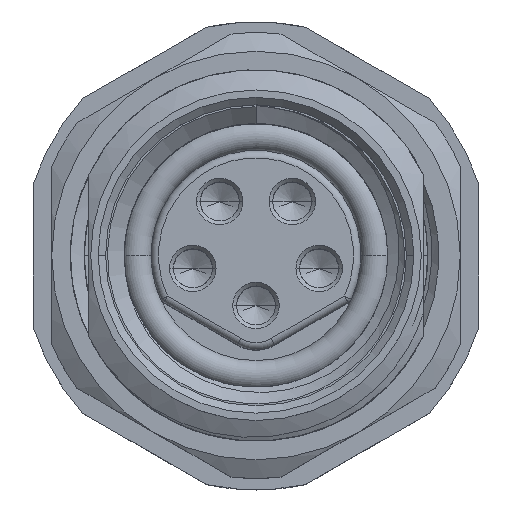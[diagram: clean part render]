
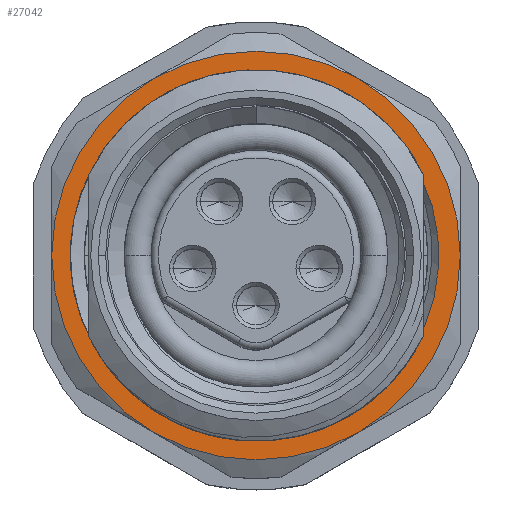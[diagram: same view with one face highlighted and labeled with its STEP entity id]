
A CAD part, top view. The second image highlights one B-rep face of the part: STEP entity #27042.
In plain terms, the highlighted planar face has unit normal (0, 0, 1).
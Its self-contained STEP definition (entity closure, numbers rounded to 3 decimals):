
#25814=CARTESIAN_POINT('',(0.777,-4.863,2.2));
#25815=CARTESIAN_POINT('',(0.581,-4.903,2.2));
#25816=CARTESIAN_POINT('',(0.186,-4.959,2.2));
#25817=CARTESIAN_POINT('',(-0.416,-4.97,2.2));
#25818=CARTESIAN_POINT('',(-0.815,-4.929,2.2));
#25819=CARTESIAN_POINT('',(-1.015,-4.896,2.2));
#25821=CARTESIAN_POINT('',(-4.763,1.521,2.2));
#25822=CARTESIAN_POINT('',(-4.693,1.711,2.2));
#25823=CARTESIAN_POINT('',(-4.533,2.079,2.2));
#25824=CARTESIAN_POINT('',(-4.227,2.598,2.2));
#25825=CARTESIAN_POINT('',(-3.986,2.914,2.2));
#25826=CARTESIAN_POINT('',(-3.855,3.065,2.2));
#25828=CARTESIAN_POINT('',(-1.015,-4.896,2.2));
#25829=CARTESIAN_POINT('',(-1.209,-4.856,2.2));
#25830=CARTESIAN_POINT('',(-1.588,-4.753,2.2));
#25831=CARTESIAN_POINT('',(-2.132,-4.535,2.2));
#25832=CARTESIAN_POINT('',(-2.638,-4.261,2.2));
#25833=CARTESIAN_POINT('',(-3.114,-3.927,2.2));
#25834=CARTESIAN_POINT('',(-3.564,-3.525,2.2));
#25835=CARTESIAN_POINT('',(-3.985,-3.044,2.2));
#25836=CARTESIAN_POINT('',(-4.356,-2.485,2.2));
#25837=CARTESIAN_POINT('',(-4.653,-1.873,2.2));
#25838=CARTESIAN_POINT('',(-4.862,-1.228,2.2));
#25839=CARTESIAN_POINT('',(-4.977,-0.594,2.2));
#25840=CARTESIAN_POINT('',(-5.01,-0.013,2.2));
#25841=CARTESIAN_POINT('',(-4.982,0.525,2.2));
#25842=CARTESIAN_POINT('',(-4.901,1.031,2.2));
#25843=CARTESIAN_POINT('',(-4.815,1.359,2.2));
#25844=CARTESIAN_POINT('',(-4.763,1.521,2.2));
#25846=CARTESIAN_POINT('',(0.,0.,2.2));
#25847=DIRECTION('',(0.,0.,1.));
#25848=DIRECTION('',(1.,0.,0.));
#25849=AXIS2_PLACEMENT_3D('',#25846,#25847,#25848);
#25851=CARTESIAN_POINT('',(0.,0.,2.2));
#25852=DIRECTION('',(0.,0.,1.));
#25853=DIRECTION('',(0.5,-0.866,0.));
#25854=AXIS2_PLACEMENT_3D('',#25851,#25852,#25853);
#25856=CARTESIAN_POINT('',(0.,0.,2.2));
#25857=DIRECTION('',(0.,0.,1.));
#25858=DIRECTION('',(-1.,0.,0.));
#25859=AXIS2_PLACEMENT_3D('',#25856,#25857,#25858);
#25861=CARTESIAN_POINT('',(0.,0.,2.2));
#25862=DIRECTION('',(0.,0.,1.));
#25863=DIRECTION('',(-0.5,0.866,0.));
#25864=AXIS2_PLACEMENT_3D('',#25861,#25862,#25863);
#26033=CARTESIAN_POINT('',(0.,0.,2.2));
#26034=DIRECTION('',(0.,0.,-1.));
#26035=DIRECTION('',(-0.783,0.622,0.));
#26036=AXIS2_PLACEMENT_3D('',#26033,#26034,#26035);
#26216=CARTESIAN_POINT('',(0.,0.,2.2));
#26217=DIRECTION('',(0.,0.,1.));
#26218=DIRECTION('',(0.5,0.866,0.));
#26219=AXIS2_PLACEMENT_3D('',#26216,#26217,#26218);
#26512=CARTESIAN_POINT('',(0.,0.,2.2));
#26513=DIRECTION('',(0.,0.,1.));
#26514=DIRECTION('',(-0.5,-0.866,0.));
#26515=AXIS2_PLACEMENT_3D('',#26512,#26513,#26514);
#26544=VERTEX_POINT('',#25814);
#26545=VERTEX_POINT('',#25819);
#26546=VERTEX_POINT('',#25844);
#26547=VERTEX_POINT('',#25826);
#26573=CARTESIAN_POINT('',(-2.75,4.763,2.2));
#26574=CARTESIAN_POINT('',(-5.5,0.,2.2));
#26575=VERTEX_POINT('',#26573);
#26576=VERTEX_POINT('',#26574);
#26577=CARTESIAN_POINT('',(-2.75,-4.763,2.2));
#26578=VERTEX_POINT('',#26577);
#26579=CARTESIAN_POINT('',(2.75,-4.763,2.2));
#26580=CARTESIAN_POINT('',(5.5,0.,2.2));
#26581=VERTEX_POINT('',#26579);
#26582=VERTEX_POINT('',#26580);
#26583=CARTESIAN_POINT('',(2.75,4.763,2.2));
#26584=VERTEX_POINT('',#26583);
#27014=CARTESIAN_POINT('',(0.,0.,2.2));
#27015=DIRECTION('',(0.,0.,1.));
#27016=DIRECTION('',(-1.,0.,0.));
#27017=AXIS2_PLACEMENT_3D('',#27014,#27015,#27016);
#27018=PLANE('',#27017);
#27020=ORIENTED_EDGE('',*,*,#27019,.F.);
#27022=ORIENTED_EDGE('',*,*,#27021,.F.);
#27024=ORIENTED_EDGE('',*,*,#27023,.F.);
#27026=ORIENTED_EDGE('',*,*,#27025,.F.);
#27028=ORIENTED_EDGE('',*,*,#27027,.F.);
#27030=ORIENTED_EDGE('',*,*,#27029,.F.);
#27031=EDGE_LOOP('',(#27020,#27022,#27024,#27026,#27028,#27030));
#27032=FACE_OUTER_BOUND('',#27031,.F.);
#27034=ORIENTED_EDGE('',*,*,#27033,.F.);
#27036=ORIENTED_EDGE('',*,*,#27035,.F.);
#27038=ORIENTED_EDGE('',*,*,#27037,.F.);
#27039=ORIENTED_EDGE('',*,*,#27004,.F.);
#27040=EDGE_LOOP('',(#27034,#27036,#27038,#27039));
#27041=FACE_BOUND('',#27040,.F.);
#25820=B_SPLINE_CURVE_WITH_KNOTS('',3,(#25814,#25815,#25816,#25817,#25818,
#25819),.UNSPECIFIED.,.F.,.F.,(4,1,1,4),(0.,0.333,
0.667,1.),.UNSPECIFIED.);
#25827=B_SPLINE_CURVE_WITH_KNOTS('',3,(#25821,#25822,#25823,#25824,#25825,
#25826),.UNSPECIFIED.,.F.,.F.,(4,1,1,4),(0.,0.333,
0.667,1.),.UNSPECIFIED.);
#25845=B_SPLINE_CURVE_WITH_KNOTS('',3,(#25828,#25829,#25830,#25831,#25832,
#25833,#25834,#25835,#25836,#25837,#25838,#25839,#25840,#25841,#25842,#25843,
#25844),.UNSPECIFIED.,.F.,.F.,(4,1,1,1,1,1,1,1,1,1,1,1,1,1,4),(0.,
0.071,0.143,0.214,0.286,
0.357,0.429,0.5,0.571,0.643,
0.714,0.786,0.857,0.929,1.),
.UNSPECIFIED.);
#25850=CIRCLE('',#25849,5.5);
#25855=CIRCLE('',#25854,5.5);
#25860=CIRCLE('',#25859,5.5);
#25865=CIRCLE('',#25864,5.5);
#26037=CIRCLE('',#26036,4.925);
#26220=CIRCLE('',#26219,5.5);
#26516=CIRCLE('',#26515,5.5);
#27004=EDGE_CURVE('',#26545,#26546,#25845,.T.);
#27019=EDGE_CURVE('',#26584,#26575,#26220,.T.);
#27021=EDGE_CURVE('',#26582,#26584,#25850,.T.);
#27023=EDGE_CURVE('',#26581,#26582,#25855,.T.);
#27025=EDGE_CURVE('',#26578,#26581,#26516,.T.);
#27027=EDGE_CURVE('',#26576,#26578,#25860,.T.);
#27029=EDGE_CURVE('',#26575,#26576,#25865,.T.);
#27033=EDGE_CURVE('',#26544,#26545,#25820,.T.);
#27035=EDGE_CURVE('',#26547,#26544,#26037,.T.);
#27037=EDGE_CURVE('',#26546,#26547,#25827,.T.);
#27042=ADVANCED_FACE('',(#27032,#27041),#27018,.T.);
